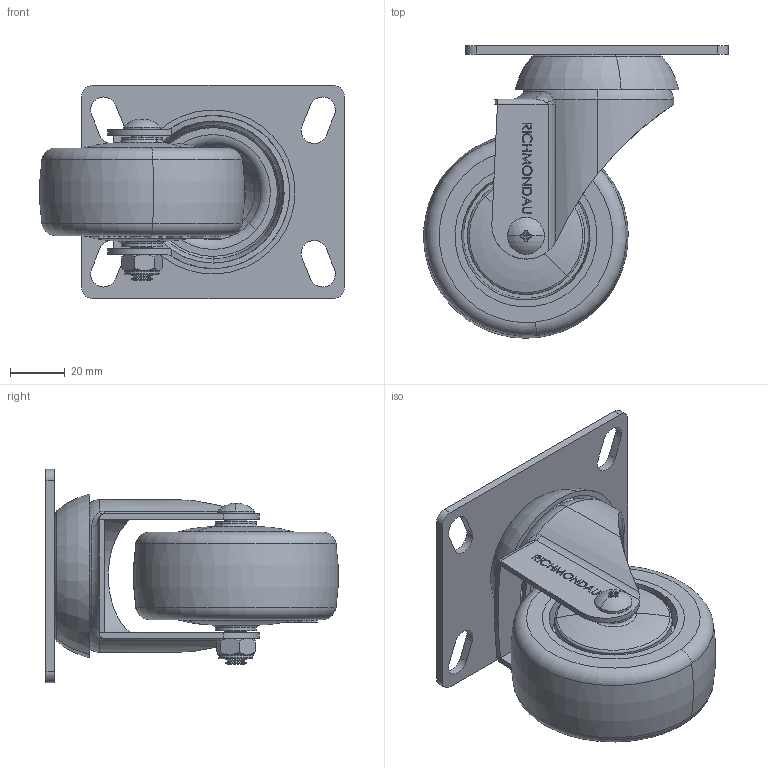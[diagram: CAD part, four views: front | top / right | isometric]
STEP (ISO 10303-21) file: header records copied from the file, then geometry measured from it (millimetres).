
FILE_DESCRIPTION (( 'STEP AP203' ), '1' );
FILE_NAME ('S3104.STEP', '2020-02-21T07:51:39', ( '' ), ( '' ), 'SwSTEP 2.0', 'SolidWorks 2013', '' );
FILE_SCHEMA (( 'CONFIG_CONTROL_DESIGN' ));
Length unit declared in the file: millimetre
Products named in the file (1): S3104
Bounding box: 111.37 x 106.93 x 78 mm (x, y, z)
Volume: 188160 mm3; surface area: 98002.5 mm2
Topology: 42 solids, 42 shells, 851 faces, 2152 edges, 1367 vertices
Faces by surface type: plane 327, torus 155, bspline 111, cylinder 104, cone 80, sphere 74
Entity records: 31019 total; most frequent: CARTESIAN_POINT 11862, ORIENTED_EDGE 3944, DIRECTION 3860, EDGE_CURVE 1972, AXIS2_PLACEMENT_3D 1437, VERTEX_POINT 1259, LINE 986, VECTOR 986
